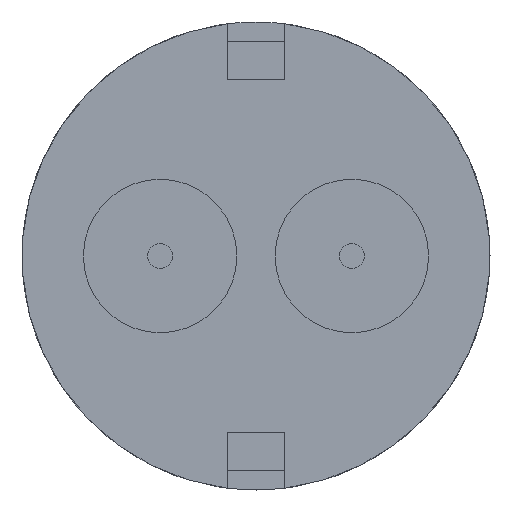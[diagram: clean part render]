
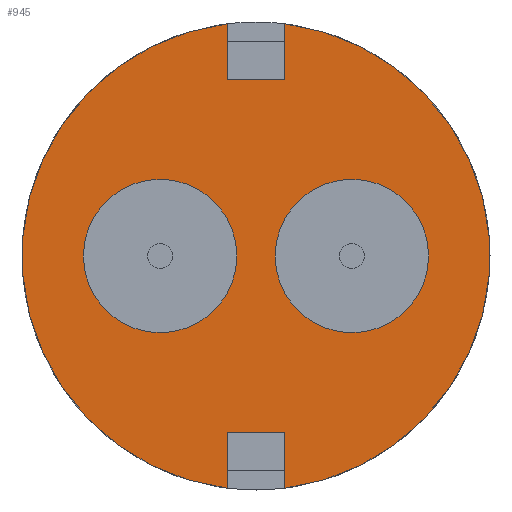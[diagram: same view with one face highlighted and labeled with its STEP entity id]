
A CAD part, front view. The second image highlights one B-rep face of the part: STEP entity #945.
In plain terms, the highlighted planar face has unit normal (0, -1, 0).
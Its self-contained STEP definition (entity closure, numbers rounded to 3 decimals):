
#5 = ORIENTED_EDGE ( 'NONE', *, *, #1148, .F. ) ;
#20 = CARTESIAN_POINT ( 'NONE',  ( -0.75, -3.25, 0. ) ) ;
#22 = ORIENTED_EDGE ( 'NONE', *, *, #83, .T. ) ;
#32 = DIRECTION ( 'NONE',  ( 0., 0., -1. ) ) ;
#36 = CARTESIAN_POINT ( 'NONE',  ( 0.75, -3.25, -6.054 ) ) ;
#47 = EDGE_CURVE ( 'NONE', #477, #980, #623, .T. ) ;
#83 = EDGE_CURVE ( 'NONE', #1160, #851, #542, .T. ) ;
#88 = EDGE_CURVE ( 'NONE', #540, #540, #504, .T. ) ;
#102 = ORIENTED_EDGE ( 'NONE', *, *, #108, .T. ) ;
#108 = EDGE_CURVE ( 'NONE', #851, #452, #328, .T. ) ;
#111 = VECTOR ( 'NONE', #32, 1000. ) ;
#121 = EDGE_LOOP ( 'NONE', ( #296, #274, #402, #992, #732, #730, #22, #102 ) ) ;
#150 = DIRECTION ( 'NONE',  ( 0., 1., 0. ) ) ;
#186 = DIRECTION ( 'NONE',  ( 0., 0., 1. ) ) ;
#188 = EDGE_CURVE ( 'NONE', #980, #706, #975, .T. ) ;
#199 = VECTOR ( 'NONE', #660, 1000. ) ;
#218 = FACE_OUTER_BOUND ( 'NONE', #121, .T. ) ;
#219 = CARTESIAN_POINT ( 'NONE',  ( 2.5, -3.25, 2. ) ) ;
#245 = DIRECTION ( 'NONE',  ( 0., 0., 1. ) ) ;
#274 = ORIENTED_EDGE ( 'NONE', *, *, #960, .F. ) ;
#278 = DIRECTION ( 'NONE',  ( -1., 0., 0. ) ) ;
#289 = VECTOR ( 'NONE', #278, 1000. ) ;
#296 = ORIENTED_EDGE ( 'NONE', *, *, #442, .F. ) ;
#314 = CIRCLE ( 'NONE', #610, 6.1 ) ;
#320 = CARTESIAN_POINT ( 'NONE',  ( 0., -3.25, 0. ) ) ;
#328 = LINE ( 'NONE', #1093, #289 ) ;
#338 = CARTESIAN_POINT ( 'NONE',  ( 0., -3.25, 0. ) ) ;
#346 = LINE ( 'NONE', #655, #1009 ) ;
#402 = ORIENTED_EDGE ( 'NONE', *, *, #689, .F. ) ;
#414 = CARTESIAN_POINT ( 'NONE',  ( -0.75, -3.25, -6.054 ) ) ;
#442 = EDGE_CURVE ( 'NONE', #1095, #452, #346, .T. ) ;
#444 = AXIS2_PLACEMENT_3D ( 'NONE', #454, #1087, #1001 ) ;
#445 = CARTESIAN_POINT ( 'NONE',  ( 0., -3.25, -4.6 ) ) ;
#452 = VERTEX_POINT ( 'NONE', #577 ) ;
#454 = CARTESIAN_POINT ( 'NONE',  ( -2.5, -3.25, 0. ) ) ;
#461 = CARTESIAN_POINT ( 'NONE',  ( 2.5, -3.25, 0. ) ) ;
#472 = VERTEX_POINT ( 'NONE', #219 ) ;
#477 = VERTEX_POINT ( 'NONE', #1142 ) ;
#504 = CIRCLE ( 'NONE', #444, 2. ) ;
#540 = VERTEX_POINT ( 'NONE', #925 ) ;
#542 = LINE ( 'NONE', #631, #726 ) ;
#558 = EDGE_CURVE ( 'NONE', #1160, #706, #314, .T. ) ;
#560 = AXIS2_PLACEMENT_3D ( 'NONE', #338, #150, #1138 ) ;
#570 = EDGE_LOOP ( 'NONE', ( #1007 ) ) ;
#577 = CARTESIAN_POINT ( 'NONE',  ( -0.75, -3.25, 4.6 ) ) ;
#584 = VERTEX_POINT ( 'NONE', #414 ) ;
#595 = DIRECTION ( 'NONE',  ( 0., 1., 0. ) ) ;
#610 = AXIS2_PLACEMENT_3D ( 'NONE', #320, #698, #245 ) ;
#623 = LINE ( 'NONE', #445, #768 ) ;
#631 = CARTESIAN_POINT ( 'NONE',  ( 0.75, -3.25, 0. ) ) ;
#634 = DIRECTION ( 'NONE',  ( 0., -1., 0. ) ) ;
#655 = CARTESIAN_POINT ( 'NONE',  ( -0.75, -3.25, 0. ) ) ;
#660 = DIRECTION ( 'NONE',  ( 0., 0., -1. ) ) ;
#683 = DIRECTION ( 'NONE',  ( 0., 0., 1. ) ) ;
#689 = EDGE_CURVE ( 'NONE', #477, #584, #783, .T. ) ;
#698 = DIRECTION ( 'NONE',  ( 0., 1., 0. ) ) ;
#706 = VERTEX_POINT ( 'NONE', #36 ) ;
#726 = VECTOR ( 'NONE', #1169, 1000. ) ;
#730 = ORIENTED_EDGE ( 'NONE', *, *, #558, .F. ) ;
#731 = CARTESIAN_POINT ( 'NONE',  ( 0.75, -3.25, 0. ) ) ;
#732 = ORIENTED_EDGE ( 'NONE', *, *, #188, .T. ) ;
#768 = VECTOR ( 'NONE', #891, 1000. ) ;
#783 = LINE ( 'NONE', #20, #199 ) ;
#819 = AXIS2_PLACEMENT_3D ( 'NONE', #461, #634, #186 ) ;
#851 = VERTEX_POINT ( 'NONE', #1127 ) ;
#858 = PLANE ( 'NONE',  #1066 ) ;
#891 = DIRECTION ( 'NONE',  ( 1., 0., 0. ) ) ;
#909 = EDGE_LOOP ( 'NONE', ( #5 ) ) ;
#925 = CARTESIAN_POINT ( 'NONE',  ( -2.5, -3.25, 2. ) ) ;
#945 = ADVANCED_FACE ( 'NONE', ( #1113, #1108, #218 ), #858, .F. ) ;
#960 = EDGE_CURVE ( 'NONE', #584, #1095, #1152, .T. ) ;
#975 = LINE ( 'NONE', #731, #111 ) ;
#980 = VERTEX_POINT ( 'NONE', #1143 ) ;
#989 = CARTESIAN_POINT ( 'NONE',  ( -0.75, -3.25, 6.054 ) ) ;
#992 = ORIENTED_EDGE ( 'NONE', *, *, #47, .T. ) ;
#998 = CARTESIAN_POINT ( 'NONE',  ( 0.75, -3.25, 6.054 ) ) ;
#1001 = DIRECTION ( 'NONE',  ( 0., 0., 1. ) ) ;
#1007 = ORIENTED_EDGE ( 'NONE', *, *, #88, .F. ) ;
#1009 = VECTOR ( 'NONE', #1126, 1000. ) ;
#1055 = CARTESIAN_POINT ( 'NONE',  ( 0., -3.25, 0. ) ) ;
#1066 = AXIS2_PLACEMENT_3D ( 'NONE', #1055, #595, #683 ) ;
#1087 = DIRECTION ( 'NONE',  ( 0., -1., 0. ) ) ;
#1091 = CIRCLE ( 'NONE', #819, 2. ) ;
#1093 = CARTESIAN_POINT ( 'NONE',  ( 0., -3.25, 4.6 ) ) ;
#1095 = VERTEX_POINT ( 'NONE', #989 ) ;
#1108 = FACE_BOUND ( 'NONE', #570, .T. ) ;
#1113 = FACE_BOUND ( 'NONE', #909, .T. ) ;
#1126 = DIRECTION ( 'NONE',  ( 0., 0., -1. ) ) ;
#1127 = CARTESIAN_POINT ( 'NONE',  ( 0.75, -3.25, 4.6 ) ) ;
#1138 = DIRECTION ( 'NONE',  ( 0., 0., 1. ) ) ;
#1142 = CARTESIAN_POINT ( 'NONE',  ( -0.75, -3.25, -4.6 ) ) ;
#1143 = CARTESIAN_POINT ( 'NONE',  ( 0.75, -3.25, -4.6 ) ) ;
#1148 = EDGE_CURVE ( 'NONE', #472, #472, #1091, .T. ) ;
#1152 = CIRCLE ( 'NONE', #560, 6.1 ) ;
#1160 = VERTEX_POINT ( 'NONE', #998 ) ;
#1169 = DIRECTION ( 'NONE',  ( 0., 0., -1. ) ) ;
